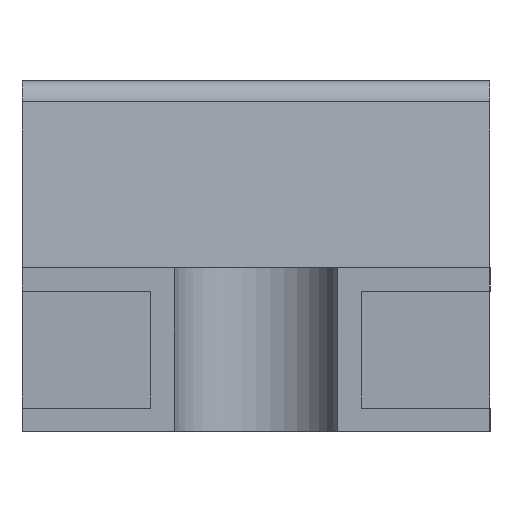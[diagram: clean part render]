
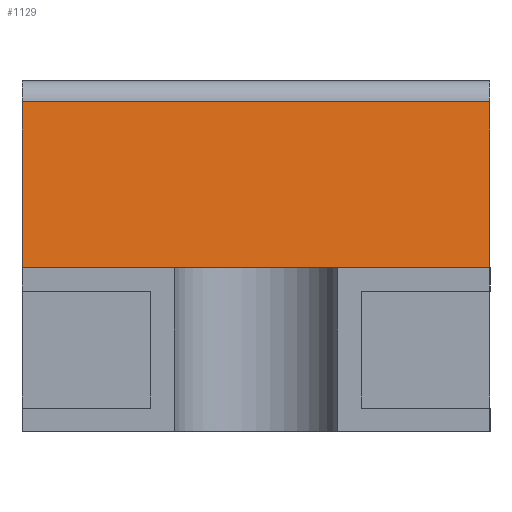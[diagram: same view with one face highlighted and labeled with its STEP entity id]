
A CAD part, left-side view. The second image highlights one B-rep face of the part: STEP entity #1129.
In plain terms, the highlighted planar face has unit normal (-0.996, 0, 0.087).
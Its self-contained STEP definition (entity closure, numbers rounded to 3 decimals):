
#354=ORIENTED_EDGE('',*,*,#496,.F.);
#355=ORIENTED_EDGE('',*,*,#514,.T.);
#356=ORIENTED_EDGE('',*,*,#519,.T.);
#357=ORIENTED_EDGE('',*,*,#515,.F.);
#496=EDGE_CURVE('',#608,#609,#736,.T.);
#514=EDGE_CURVE('',#608,#620,#752,.T.);
#515=EDGE_CURVE('',#609,#621,#753,.T.);
#519=EDGE_CURVE('',#620,#621,#755,.T.);
#608=VERTEX_POINT('',#1838);
#609=VERTEX_POINT('',#1839);
#620=VERTEX_POINT('',#1872);
#621=VERTEX_POINT('',#1876);
#736=LINE('',#1837,#870);
#752=LINE('',#1873,#886);
#753=LINE('',#1875,#887);
#755=LINE('',#1883,#889);
#870=VECTOR('',#1519,1000.);
#886=VECTOR('',#1549,1000.);
#887=VECTOR('',#1552,1000.);
#889=VECTOR('',#1560,1000.);
#952=EDGE_LOOP('',(#354,#355,#356,#357));
#1016=FACE_BOUND('',#952,.T.);
#1070=PLANE('',#1266);
#1129=ADVANCED_FACE('',(#1016),#1070,.T.);
#1266=AXIS2_PLACEMENT_3D('',#1882,#1558,#1559);
#1519=DIRECTION('',(0.,1.,0.));
#1549=DIRECTION('',(0.087,0.,0.996));
#1552=DIRECTION('',(0.087,0.,0.996));
#1558=DIRECTION('',(-0.996,0.,0.087));
#1559=DIRECTION('',(0.087,0.,0.996));
#1560=DIRECTION('',(0.,1.,0.));
#1837=CARTESIAN_POINT('',(-0.5,-0.4,0.28));
#1838=CARTESIAN_POINT('',(-0.5,-0.4,0.28));
#1839=CARTESIAN_POINT('',(-0.5,0.4,0.28));
#1872=CARTESIAN_POINT('',(-0.475,-0.4,0.563));
#1873=CARTESIAN_POINT('',(-0.503,-0.4,0.24));
#1875=CARTESIAN_POINT('',(-0.503,0.4,0.24));
#1876=CARTESIAN_POINT('',(-0.475,0.4,0.563));
#1882=CARTESIAN_POINT('',(-0.503,-0.4,0.24));
#1883=CARTESIAN_POINT('',(-0.475,-0.4,0.563));
